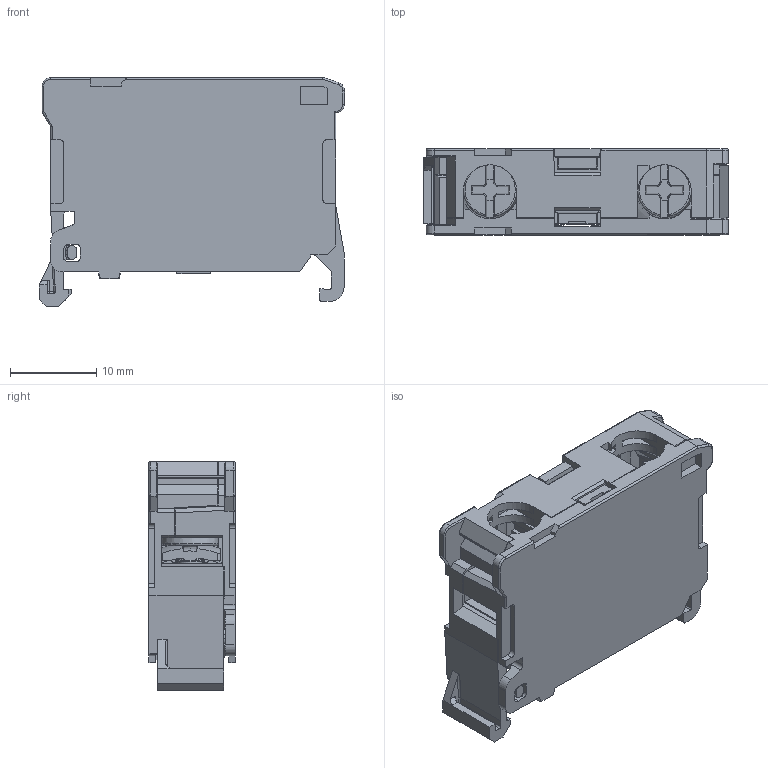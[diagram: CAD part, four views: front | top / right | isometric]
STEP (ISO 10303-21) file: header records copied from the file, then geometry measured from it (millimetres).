
FILE_DESCRIPTION(/* description */ (''),/* implementation_level */ '2;1');
FILE_NAME(/* name */ 'FILE_STP_CAD_DRAWING_3d_LPXC10_prt.stp',/* time_stamp */ '2021-11-23T11:41:20+01:00',/* author */ (''),/* organization */ (''),/* preprocessor_version */ 'ST-DEVELOPER v16.7',/* originating_system */ 'SIEMENS PLM Software NX 12.0',/* authorisation */ '');
FILE_SCHEMA (('AUTOMOTIVE_DESIGN { 1 0 10303 214 3 1 1 1 }'));
Length unit declared in the file: millimetre
Products named in the file (1): 3d_LPXC10
Bounding box: 35.3 x 9.97 x 26.5 mm (x, y, z)
Surface area: 5603.3 mm2 (no closed solid volume)
Topology: 0 solids, 18 shells, 705 faces, 2939 edges, 2186 vertices
Faces by surface type: plane 532, cylinder 110, torus 26, cone 24, sphere 8, bspline 5
Full cylindrical faces by diameter (mm): 1.35 x2, 1.45 x1, 2.75 x2, 3.05 x2
Entity records: 30739 total; most frequent: CARTESIAN_POINT 6927, DIRECTION 4638, ORIENTED_EDGE 4551, EDGE_CURVE 2910, LINE 2342, VECTOR 2342, VERTEX_POINT 2179, AXIS2_PLACEMENT_3D 1148
